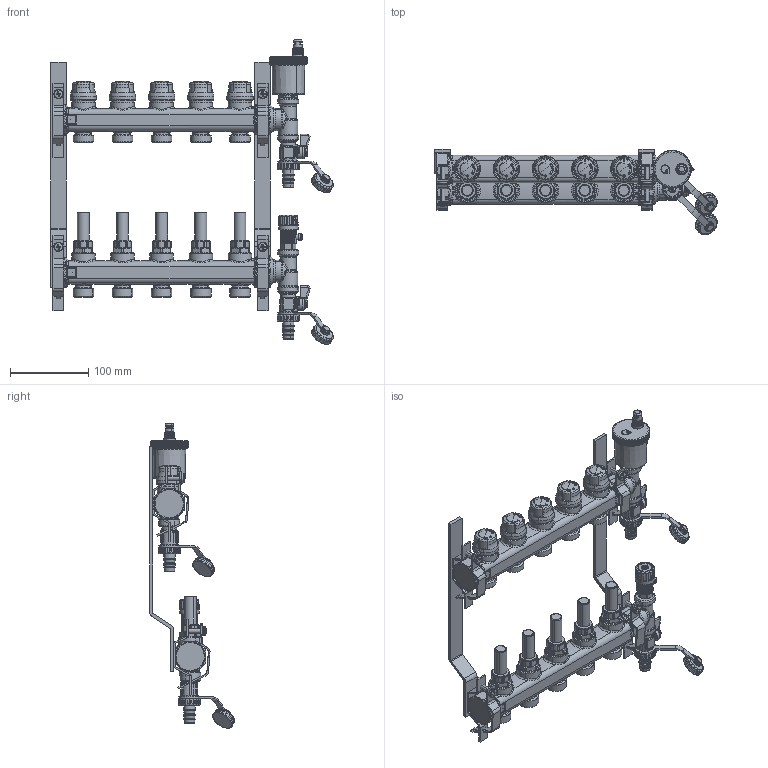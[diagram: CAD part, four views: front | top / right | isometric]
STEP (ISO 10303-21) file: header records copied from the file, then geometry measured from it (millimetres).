
FILE_DESCRIPTION(('CATIA V5 STEP Exchange'),'2;1');
FILE_NAME('STEP_6656E1_-_TST.stp','2018-02-27T13:05:47+00:00',('none'),('none'),'CATIA Version 5-6 Release 2016 SP4','CATIA V5 STEP AP203','none');
FILE_SCHEMA(('CONFIG_CONTROL_DESIGN'));
Products named in the file (1): _6656e10001_sw0001
Bounding box: 360.95 x 108.43 x 388.81 mm (x, y, z)
Surface area: 252202.9 mm2 (no closed solid volume)
Topology: 0 solids, 163 shells, 4002 faces, 12477 edges, 8113 vertices
Faces by surface type: cylinder 1150, plane 856, bspline 768, torus 675, cone 281, sphere 272
Entity records: 180879 total; most frequent: CARTESIAN_POINT 90345, ORIENTED_EDGE 20837, DIRECTION 13197, EDGE_CURVE 12284, VERTEX_POINT 8113, AXIS2_PLACEMENT_3D 6530, B_SPLINE_CURVE_WITH_KNOTS 4008, ADVANCED_FACE 4002
